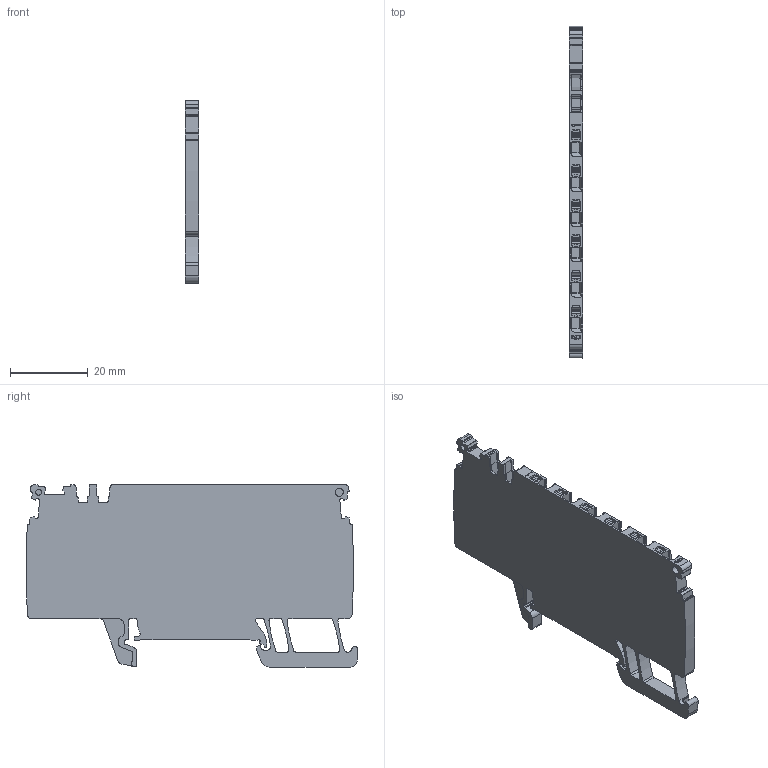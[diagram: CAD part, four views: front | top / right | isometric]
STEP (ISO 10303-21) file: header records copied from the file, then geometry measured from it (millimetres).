
FILE_DESCRIPTION(('CATIA V5 STEP Exchange','CAx-IF Rec.Pracs.--- Model Styling and Organization---1.5--- 2016-08-15','CAx-IF Rec.Pracs.---Supplemental Geometry---1.0---2011-11-01','CAx-IF Rec.Pracs.--- Composite Materials ---1.1---2010-07-15'),'2;1');
FILE_NAME ('298120-1_2', '2024-05-29T06:32:33+00:00', ('none'), ('Weidmueller'), 'CATIA Version 5-6 Release 2022 SP4 HF5', 'CATIA V5 STEP AP214 v3', 'none');
FILE_SCHEMA(('AUTOMOTIVE_DESIGN { 1 0 10303 214 1 1 1 1 }'));
Length unit declared in the file: millimetre
Products named in the file (1): 2614100000
Bounding box: 3.5 x 85.09 x 46.8 mm (x, y, z)
Volume: 10247 mm3; surface area: 8675.3 mm2
Topology: 1 solids, 3 shells, 931 faces, 2692 edges, 1776 vertices
Faces by surface type: plane 491, cylinder 381, extrusion 30, torus 11, sphere 10, cone 8
Entity records: 31192 total; most frequent: CARTESIAN_POINT 6948, ORIENTED_EDGE 5364, DIRECTION 3923, EDGE_CURVE 2682, VECTOR 1811, LINE 1781, VERTEX_POINT 1776, AXIS2_PLACEMENT_3D 1395
